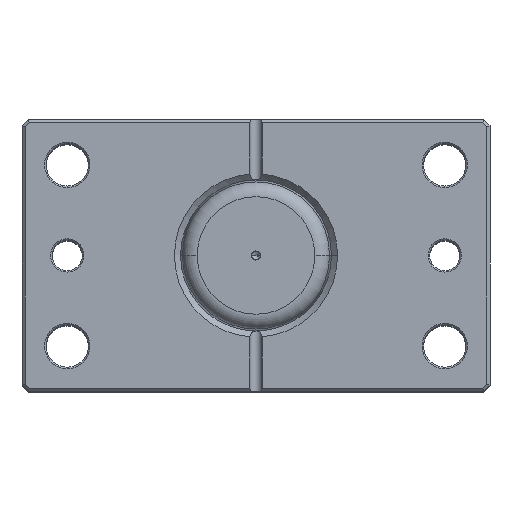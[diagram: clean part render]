
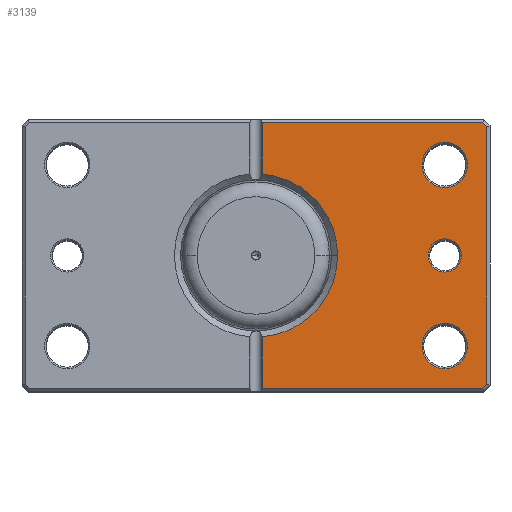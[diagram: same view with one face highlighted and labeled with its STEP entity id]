
A CAD part, top view. The second image highlights one B-rep face of the part: STEP entity #3139.
In plain terms, the highlighted face is planar.
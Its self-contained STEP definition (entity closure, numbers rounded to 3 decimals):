
#82 = CARTESIAN_POINT ( 'NONE',  ( -76.5, -42.586, 0. ) ) ;
#90 = EDGE_CURVE ( 'NONE', #2776, #2668, #1158, .T. ) ;
#240 = VECTOR ( 'NONE', #3622, 1000. ) ;
#314 = DIRECTION ( 'NONE',  ( 1., 0., 0. ) ) ;
#596 = VERTEX_POINT ( 'NONE', #1423 ) ;
#619 = EDGE_CURVE ( 'NONE', #2284, #1248, #2823, .T. ) ;
#668 = CARTESIAN_POINT ( 'NONE',  ( -2., -26.926, 0. ) ) ;
#717 = CARTESIAN_POINT ( 'NONE',  ( -55., -30., 0. ) ) ;
#719 = CARTESIAN_POINT ( 'NONE',  ( -2., 26.926, 0. ) ) ;
#786 = DIRECTION ( 'NONE',  ( 0., 0., 1. ) ) ;
#849 = CARTESIAN_POINT ( 'NONE',  ( 0., 44., 0. ) ) ;
#868 = CARTESIAN_POINT ( 'NONE',  ( -68., 0., 0. ) ) ;
#886 = CARTESIAN_POINT ( 'NONE',  ( -62.5, 0., 0. ) ) ;
#961 = LINE ( 'NONE', #1866, #6527 ) ;
#1000 = CARTESIAN_POINT ( 'NONE',  ( -62.5, -30., 0. ) ) ;
#1074 = EDGE_LOOP ( 'NONE', ( #4713, #2530, #1827, #5014, #3078, #3039, #4068, #2595, #6739 ) ) ;
#1115 = EDGE_CURVE ( 'NONE', #6822, #4963, #961, .T. ) ;
#1131 = VERTEX_POINT ( 'NONE', #717 ) ;
#1158 = LINE ( 'NONE', #4265, #6684 ) ;
#1205 = CARTESIAN_POINT ( 'NONE',  ( -2., 45., 0. ) ) ;
#1248 = VERTEX_POINT ( 'NONE', #719 ) ;
#1376 = VECTOR ( 'NONE', #4509, 1000. ) ;
#1377 = CARTESIAN_POINT ( 'NONE',  ( -2., 45., 0. ) ) ;
#1389 = DIRECTION ( 'NONE',  ( 1., 0., 0. ) ) ;
#1409 = VERTEX_POINT ( 'NONE', #668 ) ;
#1423 = CARTESIAN_POINT ( 'NONE',  ( -70., -30., 0. ) ) ;
#1424 = DIRECTION ( 'NONE',  ( 1., 0., 0. ) ) ;
#1425 = CIRCLE ( 'NONE', #2467, 7.5 ) ;
#1540 = DIRECTION ( 'NONE',  ( 0., 0., 1. ) ) ;
#1550 = DIRECTION ( 'NONE',  ( 1., 0., 0. ) ) ;
#1656 = DIRECTION ( 'NONE',  ( 0., 0., 1. ) ) ;
#1699 = DIRECTION ( 'NONE',  ( 0.707, 0.707, 0. ) ) ;
#1749 = ORIENTED_EDGE ( 'NONE', *, *, #3746, .T. ) ;
#1815 = ORIENTED_EDGE ( 'NONE', *, *, #3872, .T. ) ;
#1827 = ORIENTED_EDGE ( 'NONE', *, *, #4047, .T. ) ;
#1861 = VERTEX_POINT ( 'NONE', #868 ) ;
#1866 = CARTESIAN_POINT ( 'NONE',  ( 0., -44., 0. ) ) ;
#1931 = CARTESIAN_POINT ( 'NONE',  ( -55., 30., 0. ) ) ;
#2014 = AXIS2_PLACEMENT_3D ( 'NONE', #3732, #5381, #2175 ) ;
#2032 = CARTESIAN_POINT ( 'NONE',  ( -59.543, -59.543, 0. ) ) ;
#2048 = CARTESIAN_POINT ( 'NONE',  ( -76.5, 42.586, 0. ) ) ;
#2131 = ORIENTED_EDGE ( 'NONE', *, *, #6267, .T. ) ;
#2175 = DIRECTION ( 'NONE',  ( 1., 0., 0. ) ) ;
#2179 = EDGE_CURVE ( 'NONE', #5472, #2284, #5740, .T. ) ;
#2200 = DIRECTION ( 'NONE',  ( 0., 1., 0. ) ) ;
#2222 = DIRECTION ( 'NONE',  ( 0., 0., 1. ) ) ;
#2243 = CARTESIAN_POINT ( 'NONE',  ( -62.5, 0., 0. ) ) ;
#2245 = CIRCLE ( 'NONE', #6098, 7.5 ) ;
#2251 = EDGE_LOOP ( 'NONE', ( #1815, #2131 ) ) ;
#2284 = VERTEX_POINT ( 'NONE', #3643 ) ;
#2312 = DIRECTION ( 'NONE',  ( 0., 0., 1. ) ) ;
#2324 = VERTEX_POINT ( 'NONE', #5765 ) ;
#2449 = ORIENTED_EDGE ( 'NONE', *, *, #2800, .T. ) ;
#2467 = AXIS2_PLACEMENT_3D ( 'NONE', #5523, #2312, #6080 ) ;
#2485 = AXIS2_PLACEMENT_3D ( 'NONE', #4740, #1540, #5277 ) ;
#2519 = CARTESIAN_POINT ( 'NONE',  ( -75.086, 44., 0. ) ) ;
#2530 = ORIENTED_EDGE ( 'NONE', *, *, #3273, .T. ) ;
#2555 = CARTESIAN_POINT ( 'NONE',  ( -75.086, -44., 0. ) ) ;
#2594 = AXIS2_PLACEMENT_3D ( 'NONE', #6737, #3516, #314 ) ;
#2595 = ORIENTED_EDGE ( 'NONE', *, *, #4097, .T. ) ;
#2668 = VERTEX_POINT ( 'NONE', #2048 ) ;
#2776 = VERTEX_POINT ( 'NONE', #82 ) ;
#2784 = CARTESIAN_POINT ( 'NONE',  ( -59.543, 59.543, 0. ) ) ;
#2800 = EDGE_CURVE ( 'NONE', #2324, #1861, #6654, .T. ) ;
#2823 = LINE ( 'NONE', #1377, #1376 ) ;
#2871 = VERTEX_POINT ( 'NONE', #1931 ) ;
#3039 = ORIENTED_EDGE ( 'NONE', *, *, #5620, .T. ) ;
#3046 = CIRCLE ( 'NONE', #4510, 27. ) ;
#3078 = ORIENTED_EDGE ( 'NONE', *, *, #1115, .T. ) ;
#3092 = LINE ( 'NONE', #2032, #240 ) ;
#3139 = ADVANCED_FACE ( 'NONE', ( #4954, #6427, #4957, #3537 ), #4837, .F. ) ;
#3273 = EDGE_CURVE ( 'NONE', #1248, #5996, #3046, .T. ) ;
#3452 = ORIENTED_EDGE ( 'NONE', *, *, #6592, .T. ) ;
#3516 = DIRECTION ( 'NONE',  ( 0., 0., 1. ) ) ;
#3537 = FACE_OUTER_BOUND ( 'NONE', #1074, .T. ) ;
#3622 = DIRECTION ( 'NONE',  ( -0.707, 0.707, 0. ) ) ;
#3643 = CARTESIAN_POINT ( 'NONE',  ( -2., 44., 0. ) ) ;
#3694 = CIRCLE ( 'NONE', #6094, 27. ) ;
#3722 = CARTESIAN_POINT ( 'NONE',  ( -70., 30., 0. ) ) ;
#3732 = CARTESIAN_POINT ( 'NONE',  ( 0., 0., 0. ) ) ;
#3737 = VECTOR ( 'NONE', #6071, 1000. ) ;
#3746 = EDGE_CURVE ( 'NONE', #2871, #4736, #1425, .T. ) ;
#3872 = EDGE_CURVE ( 'NONE', #596, #1131, #6142, .T. ) ;
#3993 = CARTESIAN_POINT ( 'NONE',  ( 0., 0., 0. ) ) ;
#4047 = EDGE_CURVE ( 'NONE', #5996, #1409, #3694, .T. ) ;
#4068 = ORIENTED_EDGE ( 'NONE', *, *, #90, .T. ) ;
#4097 = EDGE_CURVE ( 'NONE', #2668, #5472, #6562, .T. ) ;
#4140 = CIRCLE ( 'NONE', #4371, 5.5 ) ;
#4265 = CARTESIAN_POINT ( 'NONE',  ( -76.5, 0., 0. ) ) ;
#4328 = ORIENTED_EDGE ( 'NONE', *, *, #6637, .T. ) ;
#4371 = AXIS2_PLACEMENT_3D ( 'NONE', #886, #4640, #1424 ) ;
#4468 = CARTESIAN_POINT ( 'NONE',  ( -27., 0., 0. ) ) ;
#4474 = CIRCLE ( 'NONE', #2594, 7.5 ) ;
#4509 = DIRECTION ( 'NONE',  ( 0., -1., 0. ) ) ;
#4510 = AXIS2_PLACEMENT_3D ( 'NONE', #3993, #786, #4529 ) ;
#4529 = DIRECTION ( 'NONE',  ( 1., 0., 0. ) ) ;
#4640 = DIRECTION ( 'NONE',  ( 0., 0., 1. ) ) ;
#4671 = EDGE_LOOP ( 'NONE', ( #4328, #2449 ) ) ;
#4713 = ORIENTED_EDGE ( 'NONE', *, *, #619, .T. ) ;
#4736 = VERTEX_POINT ( 'NONE', #3722 ) ;
#4740 = CARTESIAN_POINT ( 'NONE',  ( -62.5, -30., 0. ) ) ;
#4750 = DIRECTION ( 'NONE',  ( 0., 0., 1. ) ) ;
#4837 = PLANE ( 'NONE',  #2014 ) ;
#4954 = FACE_BOUND ( 'NONE', #4671, .T. ) ;
#4957 = FACE_BOUND ( 'NONE', #5253, .T. ) ;
#4963 = VERTEX_POINT ( 'NONE', #2555 ) ;
#5014 = ORIENTED_EDGE ( 'NONE', *, *, #6477, .T. ) ;
#5139 = AXIS2_PLACEMENT_3D ( 'NONE', #2243, #1656, #5643 ) ;
#5253 = EDGE_LOOP ( 'NONE', ( #3452, #1749 ) ) ;
#5277 = DIRECTION ( 'NONE',  ( 1., 0., 0. ) ) ;
#5335 = LINE ( 'NONE', #1205, #3737 ) ;
#5381 = DIRECTION ( 'NONE',  ( 0., 0., 1. ) ) ;
#5426 = CARTESIAN_POINT ( 'NONE',  ( 0., 0., 0. ) ) ;
#5472 = VERTEX_POINT ( 'NONE', #2519 ) ;
#5523 = CARTESIAN_POINT ( 'NONE',  ( -62.5, 30., 0. ) ) ;
#5564 = VECTOR ( 'NONE', #1389, 1000. ) ;
#5620 = EDGE_CURVE ( 'NONE', #4963, #2776, #3092, .T. ) ;
#5643 = DIRECTION ( 'NONE',  ( 1., 0., 0. ) ) ;
#5740 = LINE ( 'NONE', #849, #5564 ) ;
#5765 = CARTESIAN_POINT ( 'NONE',  ( -57., 0., 0. ) ) ;
#5981 = DIRECTION ( 'NONE',  ( 1., 0., 0. ) ) ;
#5996 = VERTEX_POINT ( 'NONE', #4468 ) ;
#6071 = DIRECTION ( 'NONE',  ( 0., -1., 0. ) ) ;
#6080 = DIRECTION ( 'NONE',  ( 1., 0., 0. ) ) ;
#6094 = AXIS2_PLACEMENT_3D ( 'NONE', #5426, #2222, #5981 ) ;
#6098 = AXIS2_PLACEMENT_3D ( 'NONE', #1000, #4750, #1550 ) ;
#6140 = CARTESIAN_POINT ( 'NONE',  ( -2., -44., 0. ) ) ;
#6142 = CIRCLE ( 'NONE', #2485, 7.5 ) ;
#6223 = DIRECTION ( 'NONE',  ( -1., 0., 0. ) ) ;
#6231 = VECTOR ( 'NONE', #1699, 1000. ) ;
#6267 = EDGE_CURVE ( 'NONE', #1131, #596, #2245, .T. ) ;
#6427 = FACE_BOUND ( 'NONE', #2251, .T. ) ;
#6477 = EDGE_CURVE ( 'NONE', #1409, #6822, #5335, .T. ) ;
#6527 = VECTOR ( 'NONE', #6223, 1000. ) ;
#6562 = LINE ( 'NONE', #2784, #6231 ) ;
#6592 = EDGE_CURVE ( 'NONE', #4736, #2871, #4474, .T. ) ;
#6637 = EDGE_CURVE ( 'NONE', #1861, #2324, #4140, .T. ) ;
#6654 = CIRCLE ( 'NONE', #5139, 5.5 ) ;
#6684 = VECTOR ( 'NONE', #2200, 1000. ) ;
#6737 = CARTESIAN_POINT ( 'NONE',  ( -62.5, 30., 0. ) ) ;
#6739 = ORIENTED_EDGE ( 'NONE', *, *, #2179, .T. ) ;
#6822 = VERTEX_POINT ( 'NONE', #6140 ) ;
